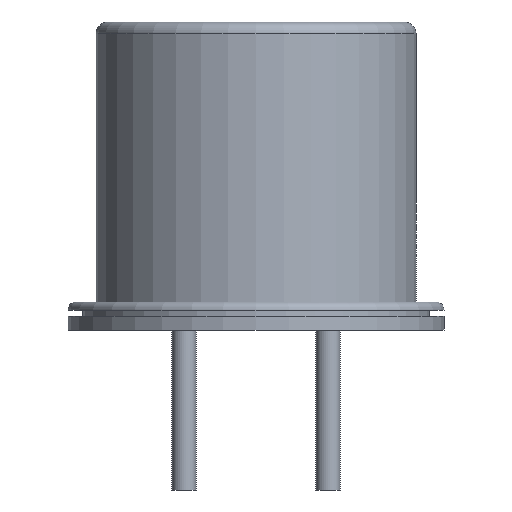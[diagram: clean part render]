
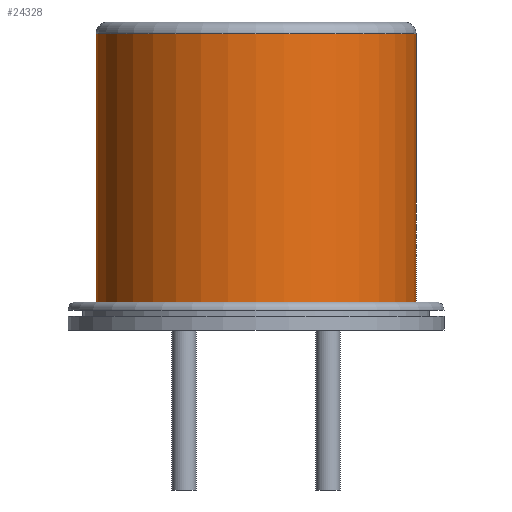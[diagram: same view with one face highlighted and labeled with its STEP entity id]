
A CAD part, front view. The second image highlights one B-rep face of the part: STEP entity #24328.
In plain terms, the highlighted cylindrical face has radius 4 mm (diameter 8 mm), a partial arc.
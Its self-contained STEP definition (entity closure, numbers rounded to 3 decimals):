
#1091 = LINE ( 'NONE', #8533, #25900 ) ;
#1975 = CARTESIAN_POINT ( 'NONE',  ( 4., 0., 0.7 ) ) ;
#2830 = CIRCLE ( 'NONE', #20985, 4. ) ;
#3410 = EDGE_CURVE ( 'NONE', #24577, #22488, #2830, .T. ) ;
#3532 = DIRECTION ( 'NONE',  ( 0., 0., -1. ) ) ;
#4073 = DIRECTION ( 'NONE',  ( 1., 0., 0. ) ) ;
#4146 = CARTESIAN_POINT ( 'NONE',  ( -4., 0., 0.7 ) ) ;
#4576 = DIRECTION ( 'NONE',  ( -1., 0., 0. ) ) ;
#6706 = ORIENTED_EDGE ( 'NONE', *, *, #23102, .T. ) ;
#6946 = CYLINDRICAL_SURFACE ( 'NONE', #24912, 4. ) ;
#8533 = CARTESIAN_POINT ( 'NONE',  ( 4., 0., 0. ) ) ;
#9813 = VECTOR ( 'NONE', #30968, 1000. ) ;
#11922 = CARTESIAN_POINT ( 'NONE',  ( -4., 0., 7.4 ) ) ;
#13329 = CARTESIAN_POINT ( 'NONE',  ( -4., 0., 0. ) ) ;
#13803 = DIRECTION ( 'NONE',  ( 0., 0., -1. ) ) ;
#15321 = AXIS2_PLACEMENT_3D ( 'NONE', #29651, #19482, #4576 ) ;
#15955 = ORIENTED_EDGE ( 'NONE', *, *, #21340, .F. ) ;
#16338 = FACE_OUTER_BOUND ( 'NONE', #16902, .T. ) ;
#16902 = EDGE_LOOP ( 'NONE', ( #15955, #19059, #6706, #27633 ) ) ;
#17591 = CARTESIAN_POINT ( 'NONE',  ( 4., 0., 7.4 ) ) ;
#19059 = ORIENTED_EDGE ( 'NONE', *, *, #3410, .T. ) ;
#19090 = CARTESIAN_POINT ( 'NONE',  ( 0., 0., 0. ) ) ;
#19482 = DIRECTION ( 'NONE',  ( 0., 0., -1. ) ) ;
#20813 = CARTESIAN_POINT ( 'NONE',  ( 0., 0., 7.4 ) ) ;
#20953 = VERTEX_POINT ( 'NONE', #4146 ) ;
#20985 = AXIS2_PLACEMENT_3D ( 'NONE', #20813, #13803, #4073 ) ;
#21340 = EDGE_CURVE ( 'NONE', #24577, #23212, #1091, .T. ) ;
#22488 = VERTEX_POINT ( 'NONE', #11922 ) ;
#23102 = EDGE_CURVE ( 'NONE', #22488, #20953, #23258, .T. ) ;
#23212 = VERTEX_POINT ( 'NONE', #1975 ) ;
#23258 = LINE ( 'NONE', #13329, #9813 ) ;
#24328 = ADVANCED_FACE ( 'NONE', ( #16338 ), #6946, .T. ) ;
#24505 = DIRECTION ( 'NONE',  ( 0., 0., -1. ) ) ;
#24577 = VERTEX_POINT ( 'NONE', #17591 ) ;
#24912 = AXIS2_PLACEMENT_3D ( 'NONE', #19090, #24505, #26926 ) ;
#25900 = VECTOR ( 'NONE', #3532, 1000. ) ;
#26293 = CIRCLE ( 'NONE', #15321, 4. ) ;
#26926 = DIRECTION ( 'NONE',  ( -1., 0., 0. ) ) ;
#27277 = EDGE_CURVE ( 'NONE', #23212, #20953, #26293, .T. ) ;
#27633 = ORIENTED_EDGE ( 'NONE', *, *, #27277, .F. ) ;
#29651 = CARTESIAN_POINT ( 'NONE',  ( 0., 0., 0.7 ) ) ;
#30968 = DIRECTION ( 'NONE',  ( 0., 0., -1. ) ) ;
